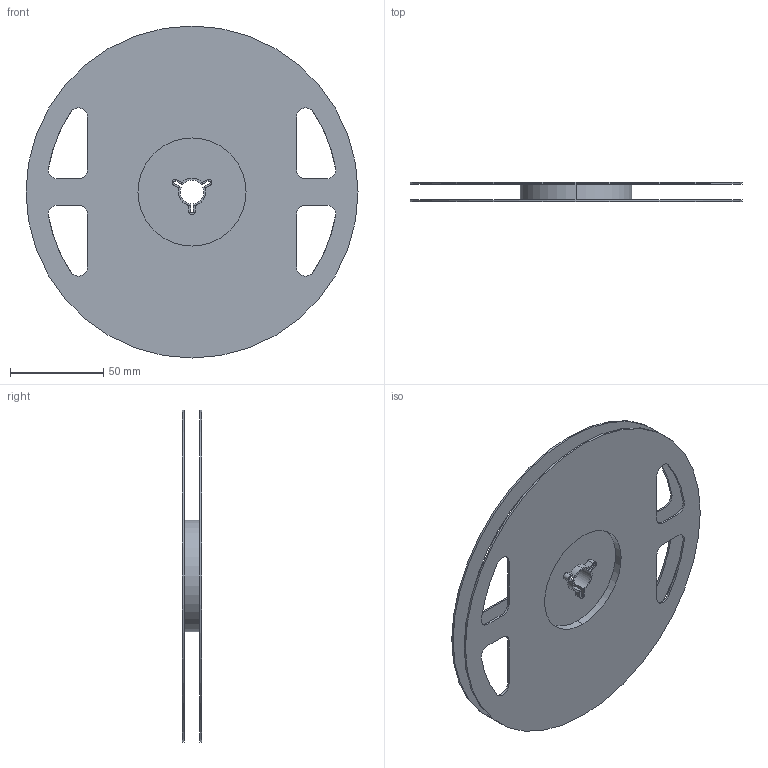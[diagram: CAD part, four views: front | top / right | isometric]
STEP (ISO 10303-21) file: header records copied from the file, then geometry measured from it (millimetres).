
FILE_DESCRIPTION (( 'STEP AP214' ), '1' );
FILE_NAME ('Reel-D178x8.STEP', '2018-08-16T19:41:52', ( '' ), ( '' ), 'SwSTEP 2.0', 'SolidWorks 2018', '' );
FILE_SCHEMA (( 'AUTOMOTIVE_DESIGN' ));
Length unit declared in the file: millimetre
Products named in the file (1): Reel-D178x8
Bounding box: 178 x 10.4 x 178 mm (x, y, z)
Volume: 36168.5 mm3; surface area: 69551.2 mm2
Topology: 1 solids, 1 shells, 146 faces, 417 edges, 278 vertices
Faces by surface type: cylinder 99, plane 47
Entity records: 4935 total; most frequent: DIRECTION 915, CARTESIAN_POINT 842, ORIENTED_EDGE 834, EDGE_CURVE 417, AXIS2_PLACEMENT_3D 351, VERTEX_POINT 278, VECTOR 213, LINE 213
